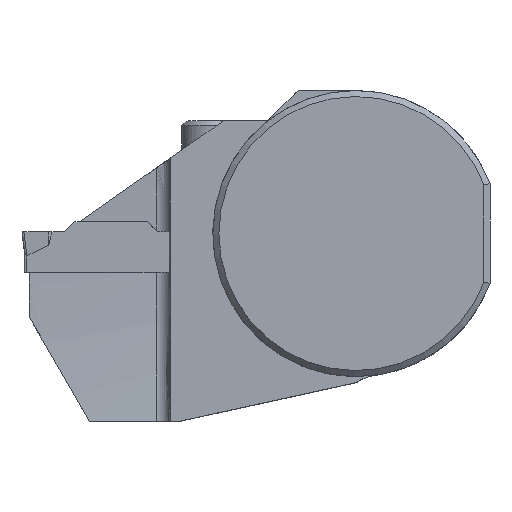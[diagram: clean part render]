
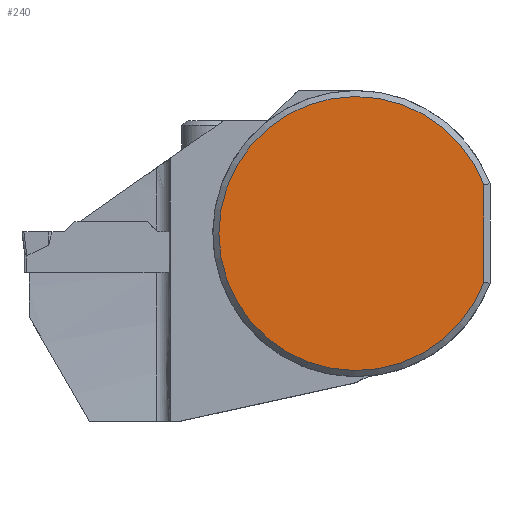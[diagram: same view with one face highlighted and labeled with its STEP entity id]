
A CAD part, top view. The second image highlights one B-rep face of the part: STEP entity #240.
In plain terms, the highlighted planar face has unit normal (0, 0, 1).
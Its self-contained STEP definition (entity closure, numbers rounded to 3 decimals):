
#182=CIRCLE('',#1723,15.325);
#240=ADVANCED_FACE('',(#364),#305,.F.);
#305=PLANE('',#1726);
#364=FACE_OUTER_BOUND('',#446,.T.);
#446=EDGE_LOOP('',(#786,#787));
#786=ORIENTED_EDGE('',*,*,#1228,.T.);
#787=ORIENTED_EDGE('',*,*,#1232,.T.);
#1038=VERTEX_POINT('',#2803);
#1039=VERTEX_POINT('',#2805);
#1228=EDGE_CURVE('',#1039,#1038,#1369,.T.);
#1232=EDGE_CURVE('',#1038,#1039,#182,.T.);
#1369=LINE('',#2804,#1490);
#1490=VECTOR('',#2054,1.);
#1723=AXIS2_PLACEMENT_3D('',#2816,#2065,#2066);
#1726=AXIS2_PLACEMENT_3D('',#2819,#2071,#2072);
#2054=DIRECTION('',(0.,1.,0.));
#2065=DIRECTION('',(0.,0.,1.));
#2066=DIRECTION('',(-1.,0.,0.));
#2071=DIRECTION('',(0.,0.,-1.));
#2072=DIRECTION('',(-1.,0.,0.));
#2803=CARTESIAN_POINT('',(14.325,5.445,0.));
#2804=CARTESIAN_POINT('',(14.325,16.,0.));
#2805=CARTESIAN_POINT('',(14.325,-5.445,0.));
#2816=CARTESIAN_POINT('',(0.,0.,0.));
#2819=CARTESIAN_POINT('',(0.,0.,0.));
